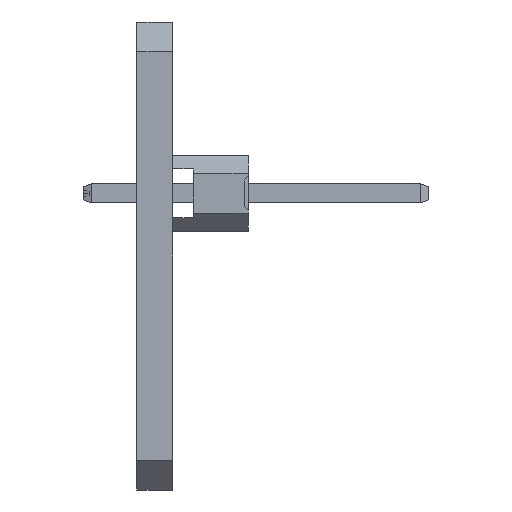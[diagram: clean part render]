
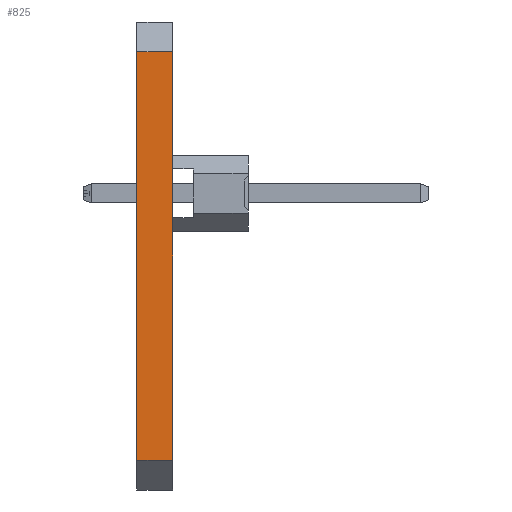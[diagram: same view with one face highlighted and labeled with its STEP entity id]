
A CAD part, front view. The second image highlights one B-rep face of the part: STEP entity #825.
In plain terms, the highlighted planar face has unit normal (0, -1, 0).
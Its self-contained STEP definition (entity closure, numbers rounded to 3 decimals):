
#805=AXIS2_PLACEMENT_3D('Plane Axis2P3D',#802,#803,#804) ;
#59=CARTESIAN_POINT('Vertex',(-36.84,-4.835,-3.5)) ;
#62=CARTESIAN_POINT('Line Origine',(-36.24,-4.835,-3.5)) ;
#66=CARTESIAN_POINT('Vertex',(-35.64,-4.835,-3.5)) ;
#164=CARTESIAN_POINT('Vertex',(-36.84,-4.835,-17.2)) ;
#167=CARTESIAN_POINT('Line Origine',(-36.84,-4.835,-10.35)) ;
#802=CARTESIAN_POINT('Axis2P3D Location',(-35.64,-4.835,-18.2)) ;
#807=CARTESIAN_POINT('Line Origine',(-36.24,-4.835,-17.2)) ;
#811=CARTESIAN_POINT('Vertex',(-35.64,-4.835,-17.2)) ;
#814=CARTESIAN_POINT('Line Origine',(-35.64,-4.835,-10.35)) ;
#63=DIRECTION('Vector Direction',(-1.,0.,0.)) ;
#168=DIRECTION('Vector Direction',(0.,0.,1.)) ;
#803=DIRECTION('Axis2P3D Direction',(0.,1.,0.)) ;
#804=DIRECTION('Axis2P3D XDirection',(0.,0.,1.)) ;
#808=DIRECTION('Vector Direction',(1.,0.,0.)) ;
#815=DIRECTION('Vector Direction',(0.,0.,1.)) ;
#64=VECTOR('Line Direction',#63,1.) ;
#169=VECTOR('Line Direction',#168,1.) ;
#809=VECTOR('Line Direction',#808,1.) ;
#816=VECTOR('Line Direction',#815,1.) ;
#820=ORIENTED_EDGE('',*,*,#813,.T.) ;
#821=ORIENTED_EDGE('',*,*,#818,.T.) ;
#822=ORIENTED_EDGE('',*,*,#68,.F.) ;
#823=ORIENTED_EDGE('',*,*,#171,.F.) ;
#825=ADVANCED_FACE('Ext PCB (planar)',(#824),#806,.F.) ;
#68=EDGE_CURVE('',#60,#67,#65,.F.) ;
#171=EDGE_CURVE('',#165,#60,#170,.T.) ;
#813=EDGE_CURVE('',#165,#812,#810,.T.) ;
#818=EDGE_CURVE('',#812,#67,#817,.T.) ;
#819=EDGE_LOOP('',(#820,#821,#822,#823)) ;
#824=FACE_OUTER_BOUND('',#819,.T.) ;
#65=LINE('Line',#62,#64) ;
#170=LINE('Line',#167,#169) ;
#810=LINE('Line',#807,#809) ;
#817=LINE('Line',#814,#816) ;
#806=PLANE('Plane',#805) ;
#60=VERTEX_POINT('',#59) ;
#67=VERTEX_POINT('',#66) ;
#165=VERTEX_POINT('',#164) ;
#812=VERTEX_POINT('',#811) ;
